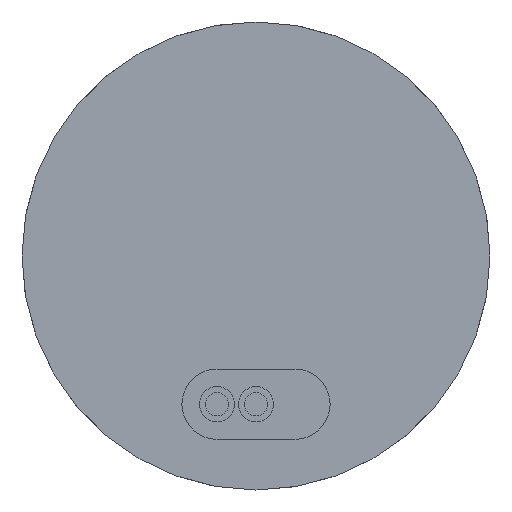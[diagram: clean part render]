
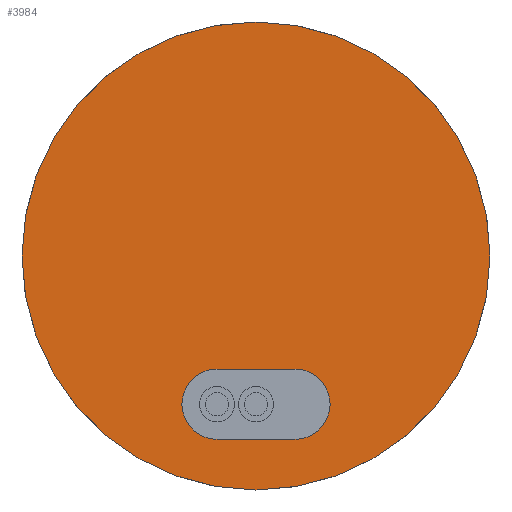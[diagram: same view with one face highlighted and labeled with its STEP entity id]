
A CAD part, front view. The second image highlights one B-rep face of the part: STEP entity #3984.
In plain terms, the highlighted planar face has unit normal (0, -1, 0).
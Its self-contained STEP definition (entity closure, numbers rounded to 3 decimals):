
#193 = DIRECTION ( 'NONE',  ( 0., -1., 0. ) ) ;
#215 = FACE_OUTER_BOUND ( 'NONE', #3897, .T. ) ;
#270 = EDGE_CURVE ( 'NONE', #947, #947, #1585, .T. ) ;
#277 = CARTESIAN_POINT ( 'NONE',  ( 0., 0., 2.9 ) ) ;
#279 = LINE ( 'NONE', #1263, #1325 ) ;
#399 = CARTESIAN_POINT ( 'NONE',  ( -1., 0., 4.7 ) ) ;
#402 = ORIENTED_EDGE ( 'NONE', *, *, #2938, .F. ) ;
#496 = CARTESIAN_POINT ( 'NONE',  ( 1., 0., 2.9 ) ) ;
#603 = CIRCLE ( 'NONE', #2463, 0.9 ) ;
#929 = CARTESIAN_POINT ( 'NONE',  ( 0., 0., -6. ) ) ;
#947 = VERTEX_POINT ( 'NONE', #929 ) ;
#962 = LINE ( 'NONE', #277, #2930 ) ;
#1066 = DIRECTION ( 'NONE',  ( 0., -1., 0. ) ) ;
#1201 = FACE_BOUND ( 'NONE', #2402, .T. ) ;
#1263 = CARTESIAN_POINT ( 'NONE',  ( 0., 0., 4.7 ) ) ;
#1325 = VECTOR ( 'NONE', #2858, 1000. ) ;
#1396 = CARTESIAN_POINT ( 'NONE',  ( 1., 0., 3.8 ) ) ;
#1465 = CARTESIAN_POINT ( 'NONE',  ( 0., 0., 0. ) ) ;
#1474 = VERTEX_POINT ( 'NONE', #496 ) ;
#1513 = DIRECTION ( 'NONE',  ( 0., 0., -1. ) ) ;
#1573 = DIRECTION ( 'NONE',  ( 1., 0., 0. ) ) ;
#1585 = CIRCLE ( 'NONE', #1913, 6. ) ;
#1813 = DIRECTION ( 'NONE',  ( 0., -1., 0. ) ) ;
#1821 = CIRCLE ( 'NONE', #2230, 0.9 ) ;
#1852 = EDGE_CURVE ( 'NONE', #3162, #3728, #279, .T. ) ;
#1913 = AXIS2_PLACEMENT_3D ( 'NONE', #3042, #1813, #1513 ) ;
#1992 = ORIENTED_EDGE ( 'NONE', *, *, #2557, .F. ) ;
#2009 = DIRECTION ( 'NONE',  ( 0., 0., -1. ) ) ;
#2099 = ORIENTED_EDGE ( 'NONE', *, *, #1852, .F. ) ;
#2230 = AXIS2_PLACEMENT_3D ( 'NONE', #1396, #1066, #2009 ) ;
#2300 = ORIENTED_EDGE ( 'NONE', *, *, #2932, .F. ) ;
#2402 = EDGE_LOOP ( 'NONE', ( #402, #2099, #1992, #2300 ) ) ;
#2463 = AXIS2_PLACEMENT_3D ( 'NONE', #2836, #3469, #4120 ) ;
#2557 = EDGE_CURVE ( 'NONE', #1474, #3162, #1821, .T. ) ;
#2667 = ORIENTED_EDGE ( 'NONE', *, *, #270, .T. ) ;
#2746 = PLANE ( 'NONE',  #2966 ) ;
#2836 = CARTESIAN_POINT ( 'NONE',  ( -1., 0., 3.8 ) ) ;
#2858 = DIRECTION ( 'NONE',  ( -1., 0., 0. ) ) ;
#2930 = VECTOR ( 'NONE', #1573, 1000. ) ;
#2932 = EDGE_CURVE ( 'NONE', #3069, #1474, #962, .T. ) ;
#2938 = EDGE_CURVE ( 'NONE', #3728, #3069, #603, .T. ) ;
#2966 = AXIS2_PLACEMENT_3D ( 'NONE', #1465, #193, #4013 ) ;
#3042 = CARTESIAN_POINT ( 'NONE',  ( 0., 0., 0. ) ) ;
#3069 = VERTEX_POINT ( 'NONE', #3855 ) ;
#3162 = VERTEX_POINT ( 'NONE', #3956 ) ;
#3469 = DIRECTION ( 'NONE',  ( 0., -1., 0. ) ) ;
#3728 = VERTEX_POINT ( 'NONE', #399 ) ;
#3855 = CARTESIAN_POINT ( 'NONE',  ( -1., 0., 2.9 ) ) ;
#3897 = EDGE_LOOP ( 'NONE', ( #2667 ) ) ;
#3956 = CARTESIAN_POINT ( 'NONE',  ( 1., 0., 4.7 ) ) ;
#3984 = ADVANCED_FACE ( 'NONE', ( #1201, #215 ), #2746, .T. ) ;
#4013 = DIRECTION ( 'NONE',  ( 0., 0., -1. ) ) ;
#4120 = DIRECTION ( 'NONE',  ( 0., 0., -1. ) ) ;
